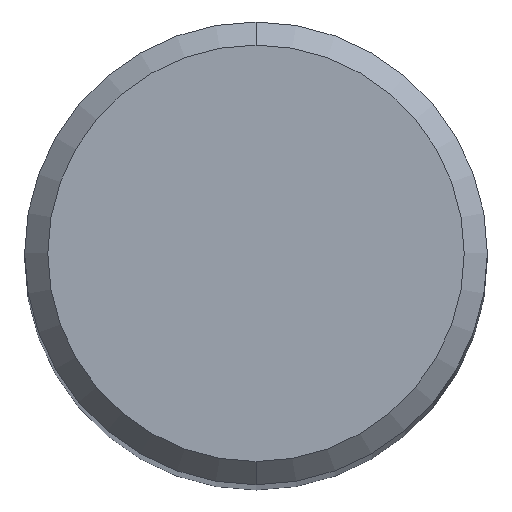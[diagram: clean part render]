
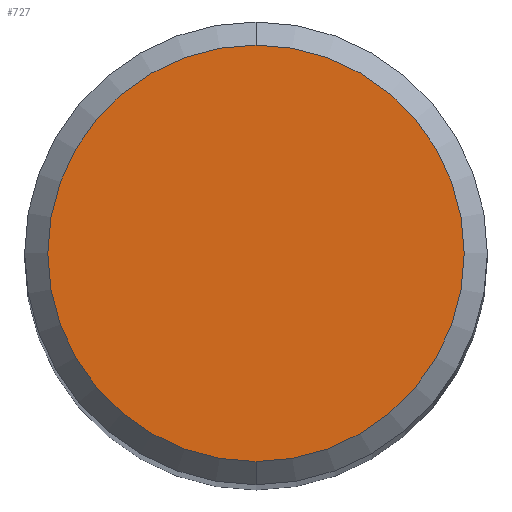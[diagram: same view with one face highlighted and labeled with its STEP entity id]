
A CAD part, top view. The second image highlights one B-rep face of the part: STEP entity #727.
In plain terms, the highlighted planar face has unit normal (0, 0, 1).
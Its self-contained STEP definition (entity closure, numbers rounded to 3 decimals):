
#359=EDGE_CURVE('',#823,#817,#957,.T.);
#499=EDGE_CURVE('',#817,#823,#1105,.T.);
#727=ADVANCED_FACE('',(#1361),#1362,.T.);
#817=VERTEX_POINT('',#1459);
#823=VERTEX_POINT('',#1465);
#957=CIRCLE('',#1804,3.6);
#1105=CIRCLE('',#3310,3.6);
#1361=FACE_OUTER_BOUND('',#5904,.T.);
#1362=PLANE('',#5905);
#1459=CARTESIAN_POINT('',(0.0,3.6,0.0));
#1465=CARTESIAN_POINT('',(0.,-3.6,0.0));
#1804=AXIS2_PLACEMENT_3D('',#7897,#7898,#7899);
#3310=AXIS2_PLACEMENT_3D('',#8007,#8008,#8009);
#5904=EDGE_LOOP('',(#8335,#8336));
#5905=AXIS2_PLACEMENT_3D('',#8337,#8338,#8339);
#7897=CARTESIAN_POINT('',(0.0,0.0,0.0));
#7898=DIRECTION('',(0.0,0.0,-1.0));
#7899=DIRECTION('',(0.0,1.0,0.0));
#8007=CARTESIAN_POINT('',(0.0,0.0,0.0));
#8008=DIRECTION('',(0.0,0.0,-1.0));
#8009=DIRECTION('',(0.0,1.0,0.0));
#8335=ORIENTED_EDGE('',*,*,#499,.F.);
#8336=ORIENTED_EDGE('',*,*,#359,.F.);
#8337=CARTESIAN_POINT('',(0.0,1.8,0.0));
#8338=DIRECTION('',(-0.0,0.0,1.0));
#8339=DIRECTION('',(0.0,-1.0,0.0));
